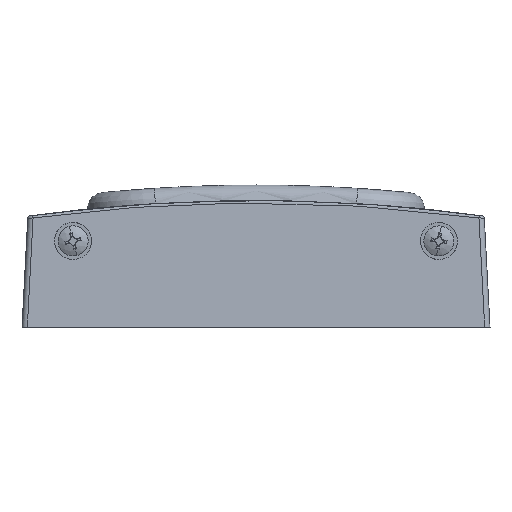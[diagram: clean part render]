
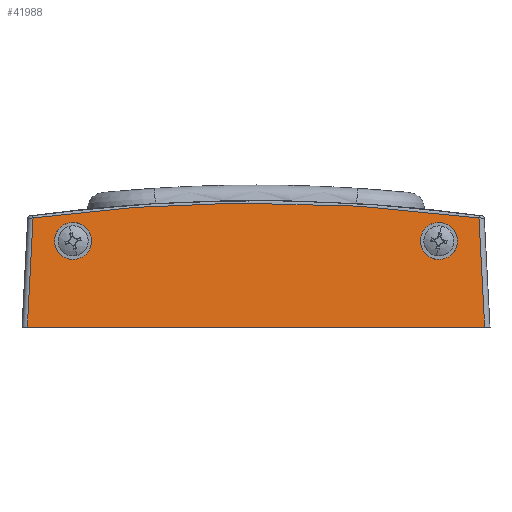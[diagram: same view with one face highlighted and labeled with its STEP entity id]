
A CAD part, front view. The second image highlights one B-rep face of the part: STEP entity #41988.
In plain terms, the highlighted planar face has unit normal (0, -0.995, 0.104).
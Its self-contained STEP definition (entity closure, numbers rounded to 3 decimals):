
#545 = CARTESIAN_POINT ( 'NONE',  ( 34., -42.181, 12.55 ) ) ;
#661 = CARTESIAN_POINT ( 'NONE',  ( 41.441, -41.368, 20.281 ) ) ;
#5125 = ORIENTED_EDGE ( 'NONE', *, *, #119069, .T. ) ;
#7486 = CARTESIAN_POINT ( 'NONE',  ( 27.1, -41.456, 19.45 ) ) ;
#8463 = CARTESIAN_POINT ( 'NONE',  ( 42.504, -43.5, 0. ) ) ;
#10280 = CARTESIAN_POINT ( 'NONE',  ( 34., -41.456, 19.45 ) ) ;
#14063 = VECTOR ( 'NONE', #128369, 1000. ) ;
#15054 = CARTESIAN_POINT ( 'NONE',  ( -43.5, -43.5, 0. ) ) ;
#17178 = VERTEX_POINT ( 'NONE', #124500 ) ;
#19172 = EDGE_LOOP ( 'NONE', ( #57520, #108690, #94814, #145775 ) ) ;
#19464 = EDGE_CURVE ( 'NONE', #40710, #95950, #111045, .T. ) ;
#23072 = CARTESIAN_POINT ( 'NONE',  ( 34., -42.181, 12.55 ) ) ;
#24378 = CARTESIAN_POINT ( 'NONE',  ( -34., -42.181, 12.55 ) ) ;
#24700 = CARTESIAN_POINT ( 'NONE',  ( -43.5, -43.5, 0. ) ) ;
#26130 = CARTESIAN_POINT ( 'NONE',  ( -13.896, -40.979, 23.982 ) ) ;
#28170 = CARTESIAN_POINT ( 'NONE',  ( -34., -42.181, 12.55 ) ) ;
#39573 = CARTESIAN_POINT ( 'NONE',  ( -27.1, -41.456, 19.45 ) ) ;
#40710 = VERTEX_POINT ( 'NONE', #661 ) ;
#41988 = ADVANCED_FACE ( 'NONE', ( #75581, #110346, #62699 ), #72546, .T. ) ;
#46431 = VERTEX_POINT ( 'NONE', #104839 ) ;
#51070 = CARTESIAN_POINT ( 'NONE',  ( 41.441, -41.368, 20.281 ) ) ;
#53197 = EDGE_CURVE ( 'NONE', #58553, #40710, #83521, .T. ) ;
#55164 = ORIENTED_EDGE ( 'NONE', *, *, #122460, .T. ) ;
#57520 = ORIENTED_EDGE ( 'NONE', *, *, #53197, .T. ) ;
#58553 = VERTEX_POINT ( 'NONE', #8463 ) ;
#61156 = DIRECTION ( 'NONE',  ( 0., -0.995, 0.105 ) ) ;
#62699 = FACE_OUTER_BOUND ( 'NONE', #19172, .T. ) ;
#64548 = LINE ( 'NONE', #111500, #110808 ) ;
#66232 = CARTESIAN_POINT ( 'NONE',  ( 40.9, -42.181, 12.55 ) ) ;
#68144 = VERTEX_POINT ( 'NONE', #118520 ) ;
#68308 = CARTESIAN_POINT ( 'NONE',  ( -40.9, -41.456, 19.45 ) ) ;
#72116 = CARTESIAN_POINT ( 'NONE',  ( 42.271, -43.033, 4.446 ) ) ;
#72546 = PLANE ( 'NONE',  #121138 ) ;
#73437 =( BOUNDED_CURVE ( )  B_SPLINE_CURVE ( 3, ( #99070, #85478, #7486, #133122 ),
 .UNSPECIFIED., .F., .F. ) 
 B_SPLINE_CURVE_WITH_KNOTS ( ( 4, 4 ),
 ( 3.142, 6.283 ),
 .UNSPECIFIED. ) 
 CURVE ( )  GEOMETRIC_REPRESENTATION_ITEM ( )  RATIONAL_B_SPLINE_CURVE ( ( 1., 0.333, 0.333, 1. ) ) 
 REPRESENTATION_ITEM ( '' )  );
#73610 = DIRECTION ( 'NONE',  ( -0.052, 0.104, 0.993 ) ) ;
#75581 = FACE_BOUND ( 'NONE', #137846, .T. ) ;
#76711 = DIRECTION ( 'NONE',  ( -0.052, -0.104, -0.993 ) ) ;
#77525 = CARTESIAN_POINT ( 'NONE',  ( -42.504, -43.5, 0. ) ) ;
#78360 =( BOUNDED_CURVE ( )  B_SPLINE_CURVE ( 3, ( #24378, #126565, #68308, #91034 ),
 .UNSPECIFIED., .F., .F. ) 
 B_SPLINE_CURVE_WITH_KNOTS ( ( 4, 4 ),
 ( 3.142, 6.283 ),
 .UNSPECIFIED. ) 
 CURVE ( )  GEOMETRIC_REPRESENTATION_ITEM ( )  RATIONAL_B_SPLINE_CURVE ( ( 1., 0.333, 0.333, 1. ) ) 
 REPRESENTATION_ITEM ( '' )  );
#79108 = CARTESIAN_POINT ( 'NONE',  ( 40.9, -41.456, 19.45 ) ) ;
#82227 = ORIENTED_EDGE ( 'NONE', *, *, #96733, .T. ) ;
#83094 = EDGE_CURVE ( 'NONE', #58553, #98978, #117700, .T. ) ;
#83521 = LINE ( 'NONE', #72116, #146079 ) ;
#85478 = CARTESIAN_POINT ( 'NONE',  ( 27.1, -42.181, 12.55 ) ) ;
#85744 = CARTESIAN_POINT ( 'NONE',  ( -27.1, -42.181, 12.55 ) ) ;
#86685 = CARTESIAN_POINT ( 'NONE',  ( -41.441, -41.368, 20.281 ) ) ;
#88356 = EDGE_CURVE ( 'NONE', #141651, #68144, #73437, .T. ) ;
#89728 = CARTESIAN_POINT ( 'NONE',  ( -41.441, -41.368, 20.281 ) ) ;
#91034 = CARTESIAN_POINT ( 'NONE',  ( -34., -41.456, 19.45 ) ) ;
#92905 =( BOUNDED_CURVE ( )  B_SPLINE_CURVE ( 3, ( #10280, #79108, #66232, #23072 ),
 .UNSPECIFIED., .F., .F. ) 
 B_SPLINE_CURVE_WITH_KNOTS ( ( 4, 4 ),
 ( 0., 3.142 ),
 .UNSPECIFIED. ) 
 CURVE ( )  GEOMETRIC_REPRESENTATION_ITEM ( )  RATIONAL_B_SPLINE_CURVE ( ( 1., 0.333, 0.333, 1. ) ) 
 REPRESENTATION_ITEM ( '' )  );
#94616 = ORIENTED_EDGE ( 'NONE', *, *, #88356, .T. ) ;
#94814 = ORIENTED_EDGE ( 'NONE', *, *, #97578, .T. ) ;
#95950 = VERTEX_POINT ( 'NONE', #89728 ) ;
#96733 = EDGE_CURVE ( 'NONE', #68144, #141651, #92905, .T. ) ;
#97578 = EDGE_CURVE ( 'NONE', #95950, #98978, #64548, .T. ) ;
#98978 = VERTEX_POINT ( 'NONE', #77525 ) ;
#99070 = CARTESIAN_POINT ( 'NONE',  ( 34., -42.181, 12.55 ) ) ;
#103303 = EDGE_LOOP ( 'NONE', ( #82227, #94616 ) ) ;
#104839 = CARTESIAN_POINT ( 'NONE',  ( -34., -42.181, 12.55 ) ) ;
#107374 = DIRECTION ( 'NONE',  ( 0., -0.105, -0.995 ) ) ;
#108690 = ORIENTED_EDGE ( 'NONE', *, *, #19464, .T. ) ;
#110346 = FACE_BOUND ( 'NONE', #103303, .T. ) ;
#110808 = VECTOR ( 'NONE', #76711, 1000. ) ;
#111045 =( BOUNDED_CURVE ( )  B_SPLINE_CURVE ( 3, ( #51070, #129788, #26130, #86685 ),
 .UNSPECIFIED., .F., .F. ) 
 B_SPLINE_CURVE_WITH_KNOTS ( ( 4, 4 ),
 ( 3.008, 3.275 ),
 .UNSPECIFIED. ) 
 CURVE ( )  GEOMETRIC_REPRESENTATION_ITEM ( )  RATIONAL_B_SPLINE_CURVE ( ( 1., 0.994, 0.994, 1. ) ) 
 REPRESENTATION_ITEM ( '' )  );
#111500 = CARTESIAN_POINT ( 'NONE',  ( -42.507, -43.505, -0.051 ) ) ;
#117700 = LINE ( 'NONE', #24700, #14063 ) ;
#118520 = CARTESIAN_POINT ( 'NONE',  ( 34., -41.456, 19.45 ) ) ;
#119069 = EDGE_CURVE ( 'NONE', #46431, #17178, #78360, .T. ) ;
#119247 =( BOUNDED_CURVE ( )  B_SPLINE_CURVE ( 3, ( #143321, #39573, #85744, #28170 ),
 .UNSPECIFIED., .F., .F. ) 
 B_SPLINE_CURVE_WITH_KNOTS ( ( 4, 4 ),
 ( 0., 3.142 ),
 .UNSPECIFIED. ) 
 CURVE ( )  GEOMETRIC_REPRESENTATION_ITEM ( )  RATIONAL_B_SPLINE_CURVE ( ( 1., 0.333, 0.333, 1. ) ) 
 REPRESENTATION_ITEM ( '' )  );
#121138 = AXIS2_PLACEMENT_3D ( 'NONE', #15054, #61156, #107374 ) ;
#122460 = EDGE_CURVE ( 'NONE', #17178, #46431, #119247, .T. ) ;
#124500 = CARTESIAN_POINT ( 'NONE',  ( -34., -41.456, 19.45 ) ) ;
#126565 = CARTESIAN_POINT ( 'NONE',  ( -40.9, -42.181, 12.55 ) ) ;
#128369 = DIRECTION ( 'NONE',  ( -1., 0., 0. ) ) ;
#129788 = CARTESIAN_POINT ( 'NONE',  ( 13.896, -40.979, 23.982 ) ) ;
#133122 = CARTESIAN_POINT ( 'NONE',  ( 34., -41.456, 19.45 ) ) ;
#137846 = EDGE_LOOP ( 'NONE', ( #55164, #5125 ) ) ;
#141651 = VERTEX_POINT ( 'NONE', #545 ) ;
#143321 = CARTESIAN_POINT ( 'NONE',  ( -34., -41.456, 19.45 ) ) ;
#145775 = ORIENTED_EDGE ( 'NONE', *, *, #83094, .F. ) ;
#146079 = VECTOR ( 'NONE', #73610, 1000. ) ;
